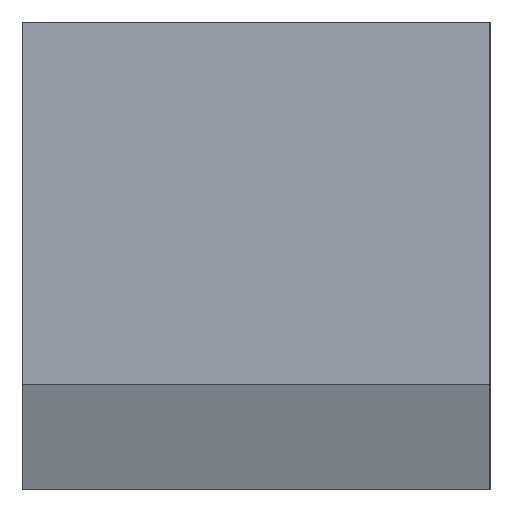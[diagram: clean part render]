
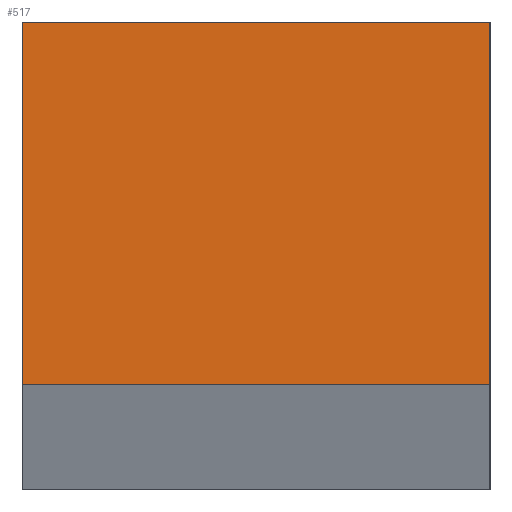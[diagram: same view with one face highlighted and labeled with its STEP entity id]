
A CAD part, left-side view. The second image highlights one B-rep face of the part: STEP entity #517.
In plain terms, the highlighted planar face has unit normal (-1, 0, 0).
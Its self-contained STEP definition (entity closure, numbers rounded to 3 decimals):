
#517=ADVANCED_FACE('NONE',(#1270),#1271,.F.);
#1270=FACE_OUTER_BOUND('',#2256,.T.);
#1271=PLANE('',#2257);
#2256=EDGE_LOOP('',(#4291,#4292,#4293,#4294));
#2257=AXIS2_PLACEMENT_3D('',#4295,#4296,#4297);
#4291=ORIENTED_EDGE('',*,*,#7129,.F.);
#4292=ORIENTED_EDGE('',*,*,#6240,.F.);
#4293=ORIENTED_EDGE('',*,*,#7130,.F.);
#4294=ORIENTED_EDGE('',*,*,#6881,.T.);
#4295=CARTESIAN_POINT('',(0.0,0.0,10.0));
#4296=DIRECTION('',(1.0,0.0,0.0));
#4297=DIRECTION('',(0.0,1.0,-0.0));
#6240=EDGE_CURVE('NONE',#7542,#7544,#7545,.T.);
#6881=EDGE_CURVE('NONE',#8825,#8823,#8826,.T.);
#7129=EDGE_CURVE('NONE',#7544,#8823,#9076,.T.);
#7130=EDGE_CURVE('NONE',#8825,#7542,#9077,.T.);
#7542=VERTEX_POINT('NONE',#9492);
#7544=VERTEX_POINT('NONE',#9495);
#7545=LINE('',#9496,#9497);
#8823=VERTEX_POINT('NONE',#11413);
#8825=VERTEX_POINT('NONE',#11416);
#8826=LINE('',#11417,#11418);
#9076=LINE('',#11833,#11834);
#9077=LINE('',#11835,#11836);
#9492=CARTESIAN_POINT('',(0.0,0.0,10.0));
#9495=CARTESIAN_POINT('',(0.0,0.0,2.25));
#9496=CARTESIAN_POINT('',(0.0,0.0,10.0));
#9497=VECTOR('',#12404,1000.0);
#11413=CARTESIAN_POINT('',(0.0,10.,2.25));
#11416=CARTESIAN_POINT('',(0.0,10.,10.0));
#11417=CARTESIAN_POINT('',(0.0,10.,10.0));
#11418=VECTOR('',#13044,1000.0);
#11833=CARTESIAN_POINT('',(0.0,0.0,2.25));
#11834=VECTOR('',#13210,1000.0);
#11835=CARTESIAN_POINT('',(0.0,0.0,10.0));
#11836=VECTOR('',#13211,1000.0);
#12404=DIRECTION('',(-0.0,-0.0,-1.0));
#13044=DIRECTION('',(-0.0,-0.0,-1.0));
#13210=DIRECTION('',(0.0,1.0,0.0));
#13211=DIRECTION('',(-0.0,-1.0,-0.0));
